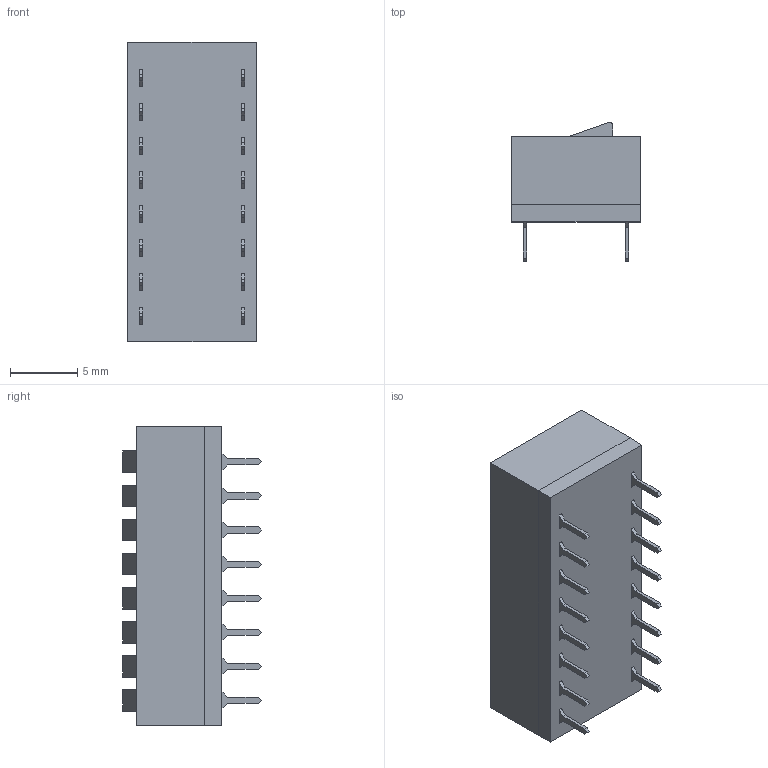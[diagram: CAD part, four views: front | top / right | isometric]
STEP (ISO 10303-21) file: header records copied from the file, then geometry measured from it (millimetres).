
FILE_DESCRIPTION (( 'STEP AP214' ), '1' );
FILE_NAME ('DIPSW16.STEP', '2017-10-11T07:26:48', ( 'UTILISATEUR' ), ( 'Hewlett-Packard Company' ), 'SwSTEP 2.0', 'SolidWorks 2016', '' );
FILE_SCHEMA (( 'AUTOMOTIVE_DESIGN' ));
Length unit declared in the file: inch
Products named in the file (1): DIPSW16
Bounding box: 9.65 x 10.36 x 22.35 mm (x, y, z)
Volume: 1383.2 mm3; surface area: 1001.7 mm2
Topology: 1 solids, 1 shells, 242 faces, 612 edges, 396 vertices
Faces by surface type: plane 234, cylinder 8
Entity records: 8541 total; most frequent: CARTESIAN_POINT 1251, ORIENTED_EDGE 1224, DIRECTION 1114, EDGE_CURVE 612, LINE 596, VECTOR 596, VERTEX_POINT 396, EDGE_LOOP 266
